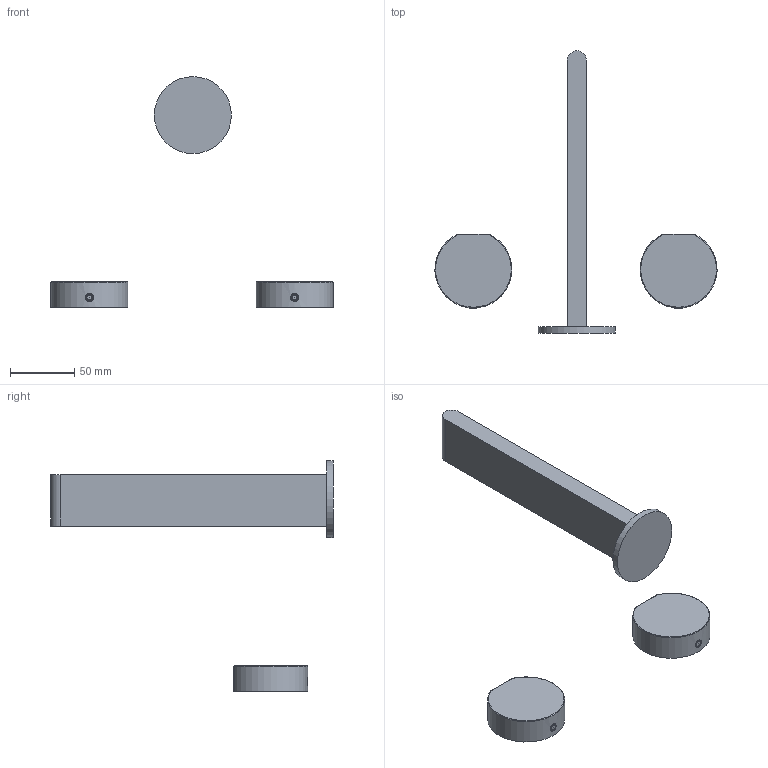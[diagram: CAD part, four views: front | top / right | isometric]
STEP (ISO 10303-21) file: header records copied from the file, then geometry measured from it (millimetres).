
FILE_DESCRIPTION(/* description */ (''),/* implementation_level */ '2;1');
FILE_NAME(/* name */ 'TVZ10600600061_Set Schrauben Strahlregler entfernen.step',/* time_stamp */ '2023-02-23T14:36:43+01:00',/* author */ (''),/* organization */ (''),/* preprocessor_version */ 'ST-DEVELOPER v19.2',/* originating_system */ 'Autodesk Translation Framework v11.17.0.187',/* authorisation */ '');
FILE_SCHEMA (('AUTOMOTIVE_DESIGN { 1 0 10303 214 3 1 1 }'));
Length unit declared in the file: millimetre
Products named in the file (4): (Nicht gespeichert); B; B (1); A
Assembly tree (3 placements, depth 2):
  (Nicht gespeichert)
    B
    B (1)
    A
Bounding box: 219.94 x 220 x 179.88 mm (x, y, z)
Volume: 248743.2 mm3; surface area: 52621 mm2
Topology: 7 solids, 8 shells, 109 faces, 260 edges, 166 vertices
Faces by surface type: plane 54, cylinder 35, torus 12, cone 6, sphere 2
Full cylindrical faces by diameter (mm): 3.9 x2, 6.3 x2, 15.8 x1, 60 x1
Entity records: 3512 total; most frequent: CARTESIAN_POINT 832, DIRECTION 570, ORIENTED_EDGE 512, EDGE_CURVE 256, AXIS2_PLACEMENT_3D 218, VERTEX_POINT 166, LINE 134, VECTOR 134
